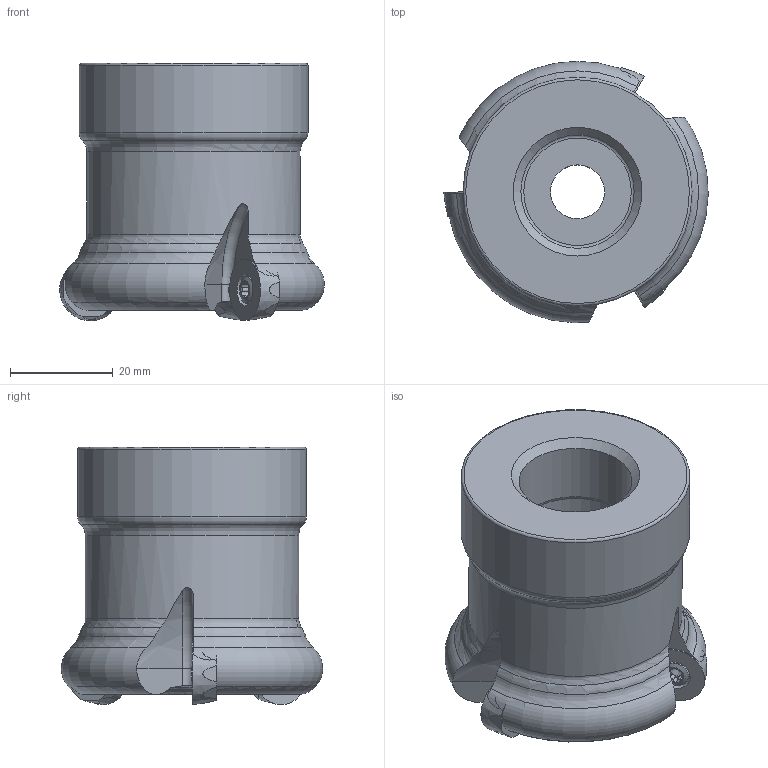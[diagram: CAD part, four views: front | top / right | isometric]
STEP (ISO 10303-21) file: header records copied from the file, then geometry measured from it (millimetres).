
FILE_DESCRIPTION(/* description */ (''),/* implementation_level */ '2;1');
FILE_NAME(/* name */ '1542955793030.stp',/* time_stamp */ '2018-11-23T12:20:19+06:00',/* author */ (''),/* organization */ ('SMS'),/* preprocessor_version */ 'ST-DEVELOPER v15',/* originating_system */ 'SIEMENS PLM Software NX 8.5',/* authorisation */ '');
FILE_SCHEMA (('AUTOMOTIVE_DESIGN { 1 0 10303 214 3 1 1 1 }'));
Length unit declared in the file: millimetre
Products named in the file (4): ASSEMBLY_CONSTRUCTION; 201852526mod000_00; 201904521mod000_00; 201904561mod000_00
Assembly tree (5 placements, depth 2):
  201904561mod000_00
    201904521mod000_00
    201852526mod000_00  x3
    ASSEMBLY_CONSTRUCTION
Bounding box: 51.39 x 50.78 x 50 mm (x, y, z)
Volume: 57561.9 mm3; surface area: 14209.2 mm2
Topology: 4 solids, 4 shells, 244 faces, 628 edges, 412 vertices
Faces by surface type: plane 102, cone 45, torus 37, extrusion 36, cylinder 21, sphere 3
Full cylindrical faces by diameter (mm): 3.5 x3, 4 x3, 5.25 x3, 10.5 x1, 17.15 x1, 22.011 x1, 22.5 x1, 41.48 x1, 44.48 x1
Entity records: 8531 total; most frequent: CARTESIAN_POINT 3327, DIRECTION 1027, ORIENTED_EDGE 1012, EDGE_CURVE 506, AXIS2_PLACEMENT_3D 430, VERTEX_POINT 342, EDGE_LOOP 265, ADVANCED_FACE 216
